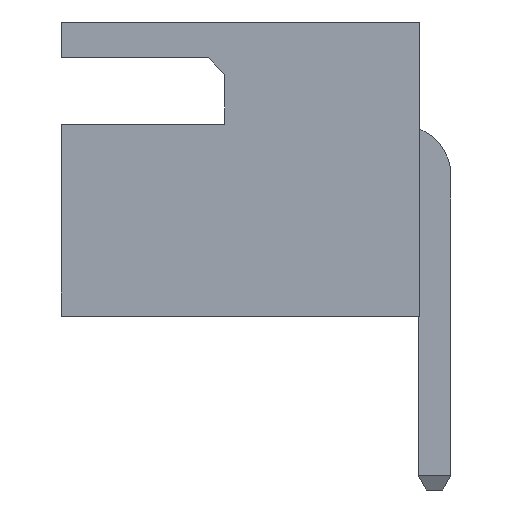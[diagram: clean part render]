
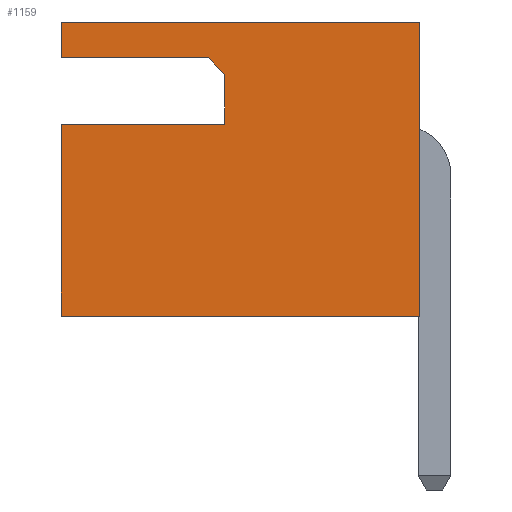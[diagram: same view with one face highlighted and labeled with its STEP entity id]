
A CAD part, left-side view. The second image highlights one B-rep face of the part: STEP entity #1159.
In plain terms, the highlighted planar face has unit normal (-1, 0, 0).
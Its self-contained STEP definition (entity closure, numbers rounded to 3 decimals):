
#1159=ADVANCED_FACE('',(#2206),#2208,.T.);
#2206=FACE_BOUND('',#2207,.T.);
#2207=EDGE_LOOP('',(#3078,#3079,#3080,#3081,#3082,#3083,#3084,#3085,#3086));
#2208=PLANE('',#2209);
#2209=AXIS2_PLACEMENT_3D('',#2210,#2211,#2212);
#2210=CARTESIAN_POINT('',(-32.55,0.3,0.));
#2211=DIRECTION('',(-1.,0.,0.));
#2212=DIRECTION('',(0.,0.,1.));
#3078=ORIENTED_EDGE('',*,*,#3614,.T.);
#3079=ORIENTED_EDGE('',*,*,#3615,.T.);
#3080=ORIENTED_EDGE('',*,*,#3616,.F.);
#3081=ORIENTED_EDGE('',*,*,#3534,.F.);
#3082=ORIENTED_EDGE('',*,*,#3556,.T.);
#3083=ORIENTED_EDGE('',*,*,#3602,.T.);
#3084=ORIENTED_EDGE('',*,*,#3617,.F.);
#3085=ORIENTED_EDGE('',*,*,#3618,.T.);
#3086=ORIENTED_EDGE('',*,*,#3619,.T.);
#3534=EDGE_CURVE('',#4054,#4056,#4057,.T.);
#3556=EDGE_CURVE('',#4054,#4085,#4087,.T.);
#3602=EDGE_CURVE('',#4085,#4151,#4153,.T.);
#3614=EDGE_CURVE('',#4165,#4166,#4167,.F.);
#3615=EDGE_CURVE('',#4166,#4168,#4169,.F.);
#3616=EDGE_CURVE('',#4056,#4168,#4170,.T.);
#3617=EDGE_CURVE('',#4171,#4151,#4172,.T.);
#3618=EDGE_CURVE('',#4171,#4173,#4174,.F.);
#3619=EDGE_CURVE('',#4173,#4165,#4175,.F.);
#4054=VERTEX_POINT('',#5013);
#4056=VERTEX_POINT('',#5017);
#4057=LINE('',#5018,#5019);
#4085=VERTEX_POINT('',#5088);
#4087=LINE('',#5092,#5093);
#4151=VERTEX_POINT('',#5246);
#4153=LINE('',#5250,#5251);
#4165=VERTEX_POINT('',#5286);
#4166=VERTEX_POINT('',#5287);
#4167=LINE('',#5288,#5289);
#4168=VERTEX_POINT('',#5291);
#4169=LINE('',#5292,#5293);
#4170=LINE('',#5295,#5296);
#4171=VERTEX_POINT('',#5298);
#4172=LINE('',#5299,#5300);
#4173=VERTEX_POINT('',#5302);
#4174=LINE('',#5303,#5304);
#4175=LINE('',#5306,#5307);
#5013=CARTESIAN_POINT('',(-32.55,0.3,0.));
#5017=CARTESIAN_POINT('',(-32.55,7.3,0.));
#5018=CARTESIAN_POINT('',(-32.55,0.3,0.));
#5019=VECTOR('',#5020,1.);
#5020=DIRECTION('',(0.,1.,0.));
#5088=CARTESIAN_POINT('',(-32.55,0.3,5.75));
#5092=CARTESIAN_POINT('',(-32.55,0.3,0.));
#5093=VECTOR('',#5094,1.);
#5094=DIRECTION('',(0.,0.,1.));
#5246=CARTESIAN_POINT('',(-32.55,7.3,5.75));
#5250=CARTESIAN_POINT('',(-32.55,0.3,5.75));
#5251=VECTOR('',#5252,1.);
#5252=DIRECTION('',(0.,1.,0.));
#5286=CARTESIAN_POINT('',(-32.55,4.1,4.725));
#5287=CARTESIAN_POINT('',(-32.55,4.1,3.75));
#5288=CARTESIAN_POINT('',(-32.55,4.1,3.75));
#5289=VECTOR('',#5290,1.);
#5290=DIRECTION('',(0.,0.,1.));
#5291=CARTESIAN_POINT('',(-32.55,7.3,3.75));
#5292=CARTESIAN_POINT('',(-32.55,7.3,3.75));
#5293=VECTOR('',#5294,1.);
#5294=DIRECTION('',(0.,-1.,0.));
#5295=CARTESIAN_POINT('',(-32.55,7.3,0.));
#5296=VECTOR('',#5297,1.);
#5297=DIRECTION('',(0.,0.,1.));
#5298=CARTESIAN_POINT('',(-32.55,7.3,5.05));
#5299=CARTESIAN_POINT('',(-32.55,7.3,5.05));
#5300=VECTOR('',#5301,1.);
#5301=DIRECTION('',(0.,0.,1.));
#5302=CARTESIAN_POINT('',(-32.55,4.425,5.05));
#5303=CARTESIAN_POINT('',(-32.55,4.425,5.05));
#5304=VECTOR('',#5305,1.);
#5305=DIRECTION('',(0.,1.,0.));
#5306=CARTESIAN_POINT('',(-32.55,4.1,4.725));
#5307=VECTOR('',#5308,1.);
#5308=DIRECTION('',(0.,0.707,0.707));
